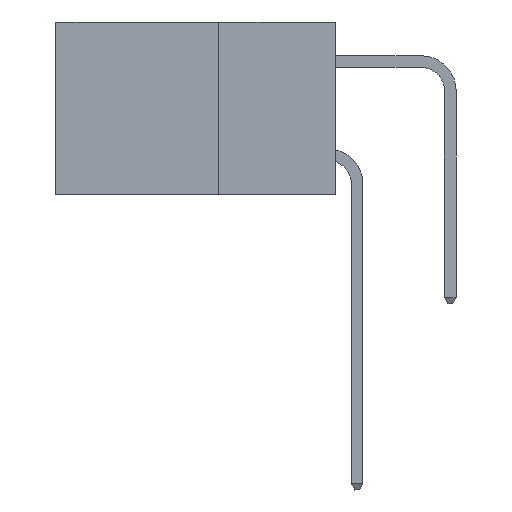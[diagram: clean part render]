
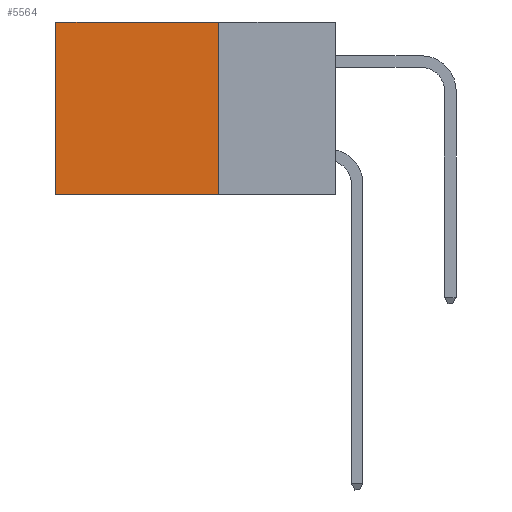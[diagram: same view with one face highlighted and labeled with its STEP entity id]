
A CAD part, left-side view. The second image highlights one B-rep face of the part: STEP entity #5564.
In plain terms, the highlighted planar face has unit normal (-1, 0, 0).
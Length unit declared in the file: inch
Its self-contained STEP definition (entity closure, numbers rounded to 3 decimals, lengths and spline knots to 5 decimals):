
#175 = ORIENTED_EDGE ( 'NONE', *, *, #9785, .T. ) ;
#668 = LINE ( 'NONE', #4902, #6803 ) ;
#758 = PLANE ( 'NONE',  #15660 ) ;
#1197 = VECTOR ( 'NONE', #14204, 39.37008 ) ;
#1995 = DIRECTION ( 'NONE',  ( 0., 0., -1. ) ) ;
#2148 = VERTEX_POINT ( 'NONE', #16930 ) ;
#2235 = CARTESIAN_POINT ( 'NONE',  ( 0.2875, 0.25, 0. ) ) ;
#3557 = DIRECTION ( 'NONE',  ( 0., 0., -1. ) ) ;
#4426 = DIRECTION ( 'NONE',  ( 0., 1., 0. ) ) ;
#4902 = CARTESIAN_POINT ( 'NONE',  ( 0.2875, 0.25, 0. ) ) ;
#5059 = VECTOR ( 'NONE', #3557, 39.37008 ) ;
#5564 = ADVANCED_FACE ( 'NONE', ( #12894 ), #758, .F. ) ;
#6664 = VERTEX_POINT ( 'NONE', #9039 ) ;
#6733 = ORIENTED_EDGE ( 'NONE', *, *, #7890, .F. ) ;
#6803 = VECTOR ( 'NONE', #7487, 39.37008 ) ;
#7275 = CARTESIAN_POINT ( 'NONE',  ( 0.2875, 0.6, 0. ) ) ;
#7487 = DIRECTION ( 'NONE',  ( 0., 1., 0. ) ) ;
#7575 = CARTESIAN_POINT ( 'NONE',  ( 0.2875, 0.25, 0. ) ) ;
#7623 = EDGE_CURVE ( 'NONE', #2148, #6664, #11077, .T. ) ;
#7648 = VERTEX_POINT ( 'NONE', #15336 ) ;
#7890 = EDGE_CURVE ( 'NONE', #7648, #2148, #11371, .T. ) ;
#9039 = CARTESIAN_POINT ( 'NONE',  ( 0.2875, 0.6, -0.37 ) ) ;
#9785 = EDGE_CURVE ( 'NONE', #10408, #6664, #15688, .T. ) ;
#9815 = ORIENTED_EDGE ( 'NONE', *, *, #13941, .T. ) ;
#10408 = VERTEX_POINT ( 'NONE', #15120 ) ;
#10443 = ORIENTED_EDGE ( 'NONE', *, *, #7623, .F. ) ;
#11077 = LINE ( 'NONE', #16397, #12785 ) ;
#11371 = LINE ( 'NONE', #2235, #1197 ) ;
#12785 = VECTOR ( 'NONE', #4426, 39.37008 ) ;
#12894 = FACE_OUTER_BOUND ( 'NONE', #13536, .T. ) ;
#13536 = EDGE_LOOP ( 'NONE', ( #175, #10443, #6733, #9815 ) ) ;
#13941 = EDGE_CURVE ( 'NONE', #7648, #10408, #668, .T. ) ;
#14204 = DIRECTION ( 'NONE',  ( 0., 0., -1. ) ) ;
#15120 = CARTESIAN_POINT ( 'NONE',  ( 0.2875, 0.6, 0. ) ) ;
#15336 = CARTESIAN_POINT ( 'NONE',  ( 0.2875, 0.25, 0. ) ) ;
#15660 = AXIS2_PLACEMENT_3D ( 'NONE', #7575, #16973, #1995 ) ;
#15688 = LINE ( 'NONE', #7275, #5059 ) ;
#16397 = CARTESIAN_POINT ( 'NONE',  ( 0.2875, 0.25, -0.37 ) ) ;
#16930 = CARTESIAN_POINT ( 'NONE',  ( 0.2875, 0.25, -0.37 ) ) ;
#16973 = DIRECTION ( 'NONE',  ( 1., 0., 0. ) ) ;
